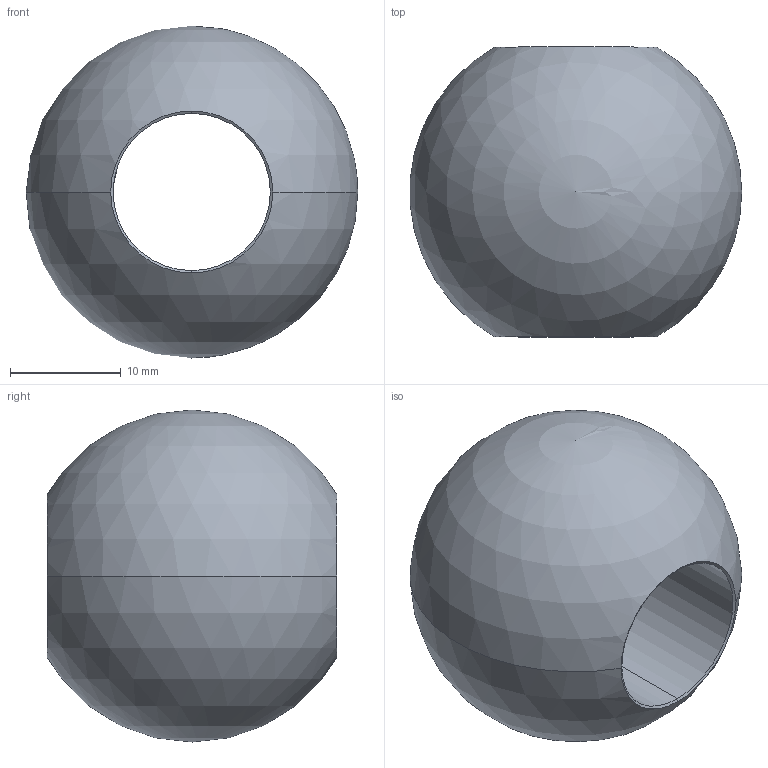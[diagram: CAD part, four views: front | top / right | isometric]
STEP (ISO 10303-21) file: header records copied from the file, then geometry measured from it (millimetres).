
FILE_DESCRIPTION (( 'STEP AP203' ), '1' );
FILE_NAME ('51030-240D14.step', '2019-03-29T10:52:09', ( '' ), ( '' ), 'SwSTEP 2.0', 'SolidWorks 2015', '' );
FILE_SCHEMA (( 'CONFIG_CONTROL_DESIGN' ));
Length unit declared in the file: millimetre
Products named in the file (1): 51030-240D14
Bounding box: 29.95 x 26.19 x 30 mm (x, y, z)
Volume: 9660.6 mm3; surface area: 3652.2 mm2
Topology: 1 solids, 1 shells, 264 faces, 706 edges, 469 vertices
Faces by surface type: plane 117, bspline 110, cylinder 31, cone 4, sphere 2
Entity records: 12857 total; most frequent: CARTESIAN_POINT 6915, ORIENTED_EDGE 1402, DIRECTION 885, EDGE_CURVE 701, VERTEX_POINT 466, LINE 343, VECTOR 343, EDGE_LOOP 293
